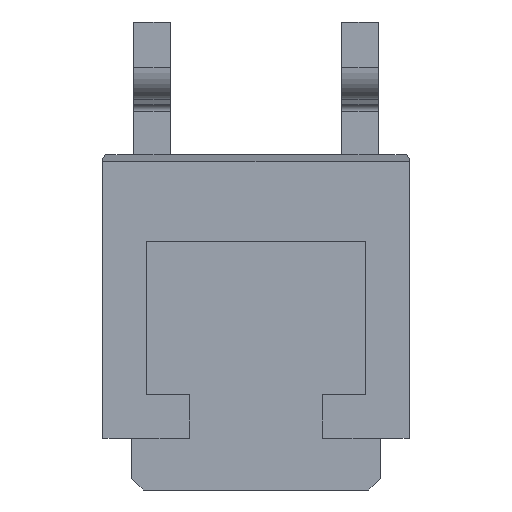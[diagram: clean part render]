
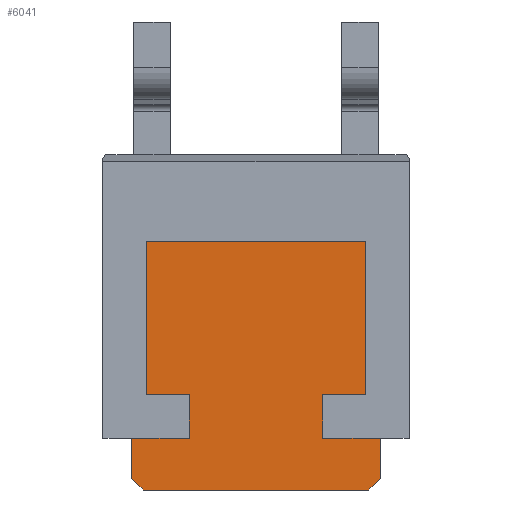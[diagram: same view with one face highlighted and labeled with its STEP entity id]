
A CAD part, front view. The second image highlights one B-rep face of the part: STEP entity #6041.
In plain terms, the highlighted planar face has unit normal (0, -1, 0).
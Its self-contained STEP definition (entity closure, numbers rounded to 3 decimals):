
#226=DIRECTION('',(-1.,0.,0.));
#227=VECTOR('',#226,4.96);
#228=CARTESIAN_POINT('',(2.48,-0.01,-4.25));
#229=LINE('',#228,#227);
#233=DIRECTION('',(-0.707,0.,0.707));
#234=VECTOR('',#233,0.354);
#235=CARTESIAN_POINT('',(-2.48,-0.01,-4.25));
#236=LINE('',#235,#234);
#240=DIRECTION('',(0.,0.,1.));
#241=VECTOR('',#240,0.89);
#242=CARTESIAN_POINT('',(-2.73,-0.01,-4.));
#243=LINE('',#242,#241);
#247=DIRECTION('',(1.,0.,0.));
#248=VECTOR('',#247,1.265);
#249=CARTESIAN_POINT('',(-2.73,-0.01,-3.11));
#250=LINE('',#249,#248);
#254=DIRECTION('',(0.,0.,1.));
#255=VECTOR('',#254,0.95);
#256=CARTESIAN_POINT('',(-1.465,-0.01,-3.11));
#257=LINE('',#256,#255);
#261=DIRECTION('',(-1.,0.,0.));
#262=VECTOR('',#261,0.95);
#263=CARTESIAN_POINT('',(-1.465,-0.01,-2.16));
#264=LINE('',#263,#262);
#268=DIRECTION('',(0.,0.,1.));
#269=VECTOR('',#268,3.37);
#270=CARTESIAN_POINT('',(-2.415,-0.01,-2.16));
#271=LINE('',#270,#269);
#275=DIRECTION('',(1.,0.,0.));
#276=VECTOR('',#275,4.83);
#277=CARTESIAN_POINT('',(-2.415,-0.01,1.21));
#278=LINE('',#277,#276);
#282=DIRECTION('',(0.,0.,-1.));
#283=VECTOR('',#282,3.37);
#284=CARTESIAN_POINT('',(2.415,-0.01,1.21));
#285=LINE('',#284,#283);
#289=DIRECTION('',(-1.,0.,0.));
#290=VECTOR('',#289,0.95);
#291=CARTESIAN_POINT('',(2.415,-0.01,-2.16));
#292=LINE('',#291,#290);
#296=DIRECTION('',(0.,0.,-1.));
#297=VECTOR('',#296,0.95);
#298=CARTESIAN_POINT('',(1.465,-0.01,-2.16));
#299=LINE('',#298,#297);
#303=DIRECTION('',(1.,0.,0.));
#304=VECTOR('',#303,1.265);
#305=CARTESIAN_POINT('',(1.465,-0.01,-3.11));
#306=LINE('',#305,#304);
#310=DIRECTION('',(0.,0.,-1.));
#311=VECTOR('',#310,0.89);
#312=CARTESIAN_POINT('',(2.73,-0.01,-3.11));
#313=LINE('',#312,#311);
#317=DIRECTION('',(-0.707,0.,-0.707));
#318=VECTOR('',#317,0.354);
#319=CARTESIAN_POINT('',(2.73,-0.01,-4.));
#320=LINE('',#319,#318);
#4976=CARTESIAN_POINT('',(2.48,-0.01,-4.25));
#4977=CARTESIAN_POINT('',(-2.48,-0.01,-4.25));
#4978=VERTEX_POINT('',#4976);
#4979=VERTEX_POINT('',#4977);
#4980=CARTESIAN_POINT('',(-2.73,-0.01,-4.));
#4981=VERTEX_POINT('',#4980);
#4982=CARTESIAN_POINT('',(-2.73,-0.01,-3.11));
#4983=VERTEX_POINT('',#4982);
#4984=CARTESIAN_POINT('',(-1.465,-0.01,-3.11));
#4985=VERTEX_POINT('',#4984);
#4986=CARTESIAN_POINT('',(-1.465,-0.01,-2.16));
#4987=VERTEX_POINT('',#4986);
#4988=CARTESIAN_POINT('',(-2.415,-0.01,-2.16));
#4989=VERTEX_POINT('',#4988);
#4990=CARTESIAN_POINT('',(-2.415,-0.01,1.21));
#4991=VERTEX_POINT('',#4990);
#4992=CARTESIAN_POINT('',(2.415,-0.01,1.21));
#4993=VERTEX_POINT('',#4992);
#4994=CARTESIAN_POINT('',(2.415,-0.01,-2.16));
#4995=VERTEX_POINT('',#4994);
#4996=CARTESIAN_POINT('',(1.465,-0.01,-2.16));
#4997=VERTEX_POINT('',#4996);
#4998=CARTESIAN_POINT('',(1.465,-0.01,-3.11));
#4999=VERTEX_POINT('',#4998);
#5000=CARTESIAN_POINT('',(2.73,-0.01,-3.11));
#5001=VERTEX_POINT('',#5000);
#5002=CARTESIAN_POINT('',(2.73,-0.01,-4.));
#5003=VERTEX_POINT('',#5002);
#6017=CARTESIAN_POINT('',(0.,-0.01,0.));
#6018=DIRECTION('',(0.,1.,0.));
#6019=DIRECTION('',(1.,0.,0.));
#6020=AXIS2_PLACEMENT_3D('',#6017,#6018,#6019);
#6021=PLANE('',#6020);
#6023=ORIENTED_EDGE('',*,*,#6022,.T.);
#6025=ORIENTED_EDGE('',*,*,#6024,.T.);
#6026=ORIENTED_EDGE('',*,*,#6008,.T.);
#6027=ORIENTED_EDGE('',*,*,#5812,.T.);
#6028=ORIENTED_EDGE('',*,*,#5827,.T.);
#6029=ORIENTED_EDGE('',*,*,#5841,.T.);
#6030=ORIENTED_EDGE('',*,*,#5855,.T.);
#6031=ORIENTED_EDGE('',*,*,#5869,.T.);
#6032=ORIENTED_EDGE('',*,*,#5883,.T.);
#6033=ORIENTED_EDGE('',*,*,#5897,.T.);
#6034=ORIENTED_EDGE('',*,*,#5911,.T.);
#6035=ORIENTED_EDGE('',*,*,#5925,.T.);
#6036=ORIENTED_EDGE('',*,*,#5942,.T.);
#6038=ORIENTED_EDGE('',*,*,#6037,.T.);
#6039=EDGE_LOOP('',(#6023,#6025,#6026,#6027,#6028,#6029,#6030,#6031,#6032,#6033,
#6034,#6035,#6036,#6038));
#6040=FACE_OUTER_BOUND('',#6039,.F.);
#6041=ADVANCED_FACE('',(#6040),#6021,.F.);
#5812=EDGE_CURVE('',#4983,#4985,#250,.T.);
#5827=EDGE_CURVE('',#4985,#4987,#257,.T.);
#5841=EDGE_CURVE('',#4987,#4989,#264,.T.);
#5855=EDGE_CURVE('',#4989,#4991,#271,.T.);
#5869=EDGE_CURVE('',#4991,#4993,#278,.T.);
#5883=EDGE_CURVE('',#4993,#4995,#285,.T.);
#5897=EDGE_CURVE('',#4995,#4997,#292,.T.);
#5911=EDGE_CURVE('',#4997,#4999,#299,.T.);
#5925=EDGE_CURVE('',#4999,#5001,#306,.T.);
#5942=EDGE_CURVE('',#5001,#5003,#313,.T.);
#6008=EDGE_CURVE('',#4981,#4983,#243,.T.);
#6022=EDGE_CURVE('',#4978,#4979,#229,.T.);
#6024=EDGE_CURVE('',#4979,#4981,#236,.T.);
#6037=EDGE_CURVE('',#5003,#4978,#320,.T.);
